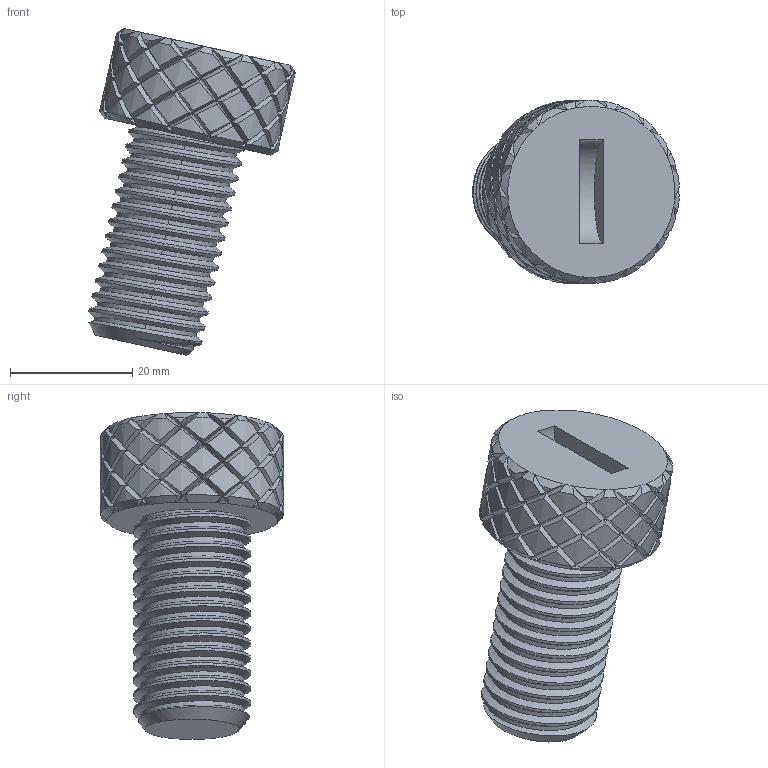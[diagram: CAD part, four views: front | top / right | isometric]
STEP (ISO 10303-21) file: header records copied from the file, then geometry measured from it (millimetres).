
FILE_DESCRIPTION(/* description */ (''),/* implementation_level */ '2;1');
FILE_NAME(/* name */ 'Schraube.step',/* time_stamp */ '2021-12-01T19:42:13+01:00',/* author */ (''),/* organization */ (''),/* preprocessor_version */ 'ST-DEVELOPER v18.1',/* originating_system */ 'Autodesk Translation Framework v10.10.0.1391',/* authorisation */ '');
FILE_SCHEMA (('AUTOMOTIVE_DESIGN { 1 0 10303 214 3 1 1 }'));
Length unit declared in the file: millimetre
Products named in the file (1): Schraube
Bounding box: 33.84 x 30 x 53.5 mm (x, y, z)
Volume: 18743 mm3; surface area: 6467 mm2
Topology: 1 solids, 1 shells, 480 faces, 999 edges, 523 vertices
Faces by surface type: bspline 315, cylinder 107, cone 53, plane 5
Full cylindrical faces by diameter (mm): 16.938 x13, 19.191 x12
Entity records: 21694 total; most frequent: CARTESIAN_POINT 14356, ORIENTED_EDGE 1998, EDGE_CURVE 999, B_SPLINE_CURVE_WITH_KNOTS 868, DIRECTION 562, VERTEX_POINT 523, EDGE_LOOP 482, FACE_OUTER_BOUND 480
